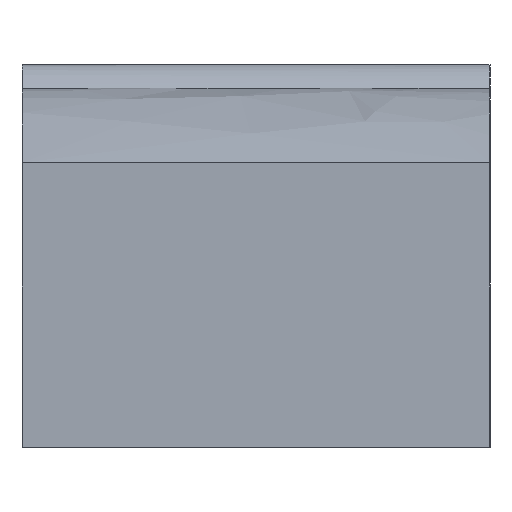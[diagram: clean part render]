
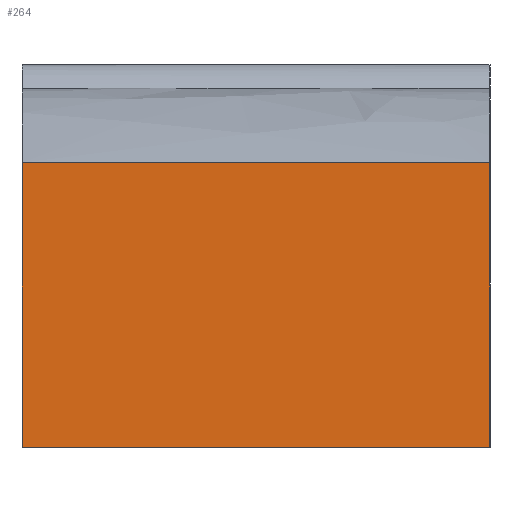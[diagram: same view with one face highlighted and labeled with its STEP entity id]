
A CAD part, left-side view. The second image highlights one B-rep face of the part: STEP entity #264.
In plain terms, the highlighted planar face has unit normal (-1, 0, 0).
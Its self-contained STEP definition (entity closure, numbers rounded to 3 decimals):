
#34=PLANE('',#299);
#50=LINE('',#576,#71);
#51=LINE('',#579,#72);
#52=LINE('',#581,#73);
#53=LINE('',#582,#74);
#71=VECTOR('',#347,10.);
#72=VECTOR('',#350,10.);
#73=VECTOR('',#351,10.);
#74=VECTOR('',#352,10.);
#93=FACE_OUTER_BOUND('',#112,.T.);
#112=EDGE_LOOP('',(#227,#228,#229,#230));
#139=VERTEX_POINT('',#502);
#141=VERTEX_POINT('',#540);
#142=VERTEX_POINT('',#578);
#143=VERTEX_POINT('',#580);
#171=EDGE_CURVE('',#139,#141,#50,.T.);
#172=EDGE_CURVE('',#139,#142,#51,.T.);
#173=EDGE_CURVE('',#143,#141,#52,.T.);
#174=EDGE_CURVE('',#142,#143,#53,.T.);
#227=ORIENTED_EDGE('',*,*,#172,.F.);
#228=ORIENTED_EDGE('',*,*,#171,.T.);
#229=ORIENTED_EDGE('',*,*,#173,.F.);
#230=ORIENTED_EDGE('',*,*,#174,.F.);
#264=ADVANCED_FACE('',(#93),#34,.T.);
#299=AXIS2_PLACEMENT_3D('',#577,#348,#349);
#347=DIRECTION('',(0.,1.,0.));
#348=DIRECTION('center_axis',(-1.,0.,0.));
#349=DIRECTION('ref_axis',(0.,0.,1.));
#350=DIRECTION('',(0.,0.,-1.));
#351=DIRECTION('',(0.,0.,1.));
#352=DIRECTION('',(0.,1.,0.));
#502=CARTESIAN_POINT('',(-48.5,0.,12.804));
#540=CARTESIAN_POINT('',(-48.5,49.,12.804));
#576=CARTESIAN_POINT('',(-48.5,0.,12.804));
#577=CARTESIAN_POINT('Origin',(-48.5,0.,-17.));
#578=CARTESIAN_POINT('',(-48.5,0.,-17.));
#579=CARTESIAN_POINT('',(-48.5,0.,17.));
#580=CARTESIAN_POINT('',(-48.5,49.,-17.));
#581=CARTESIAN_POINT('',(-48.5,49.,17.));
#582=CARTESIAN_POINT('',(-48.5,0.,-17.));
